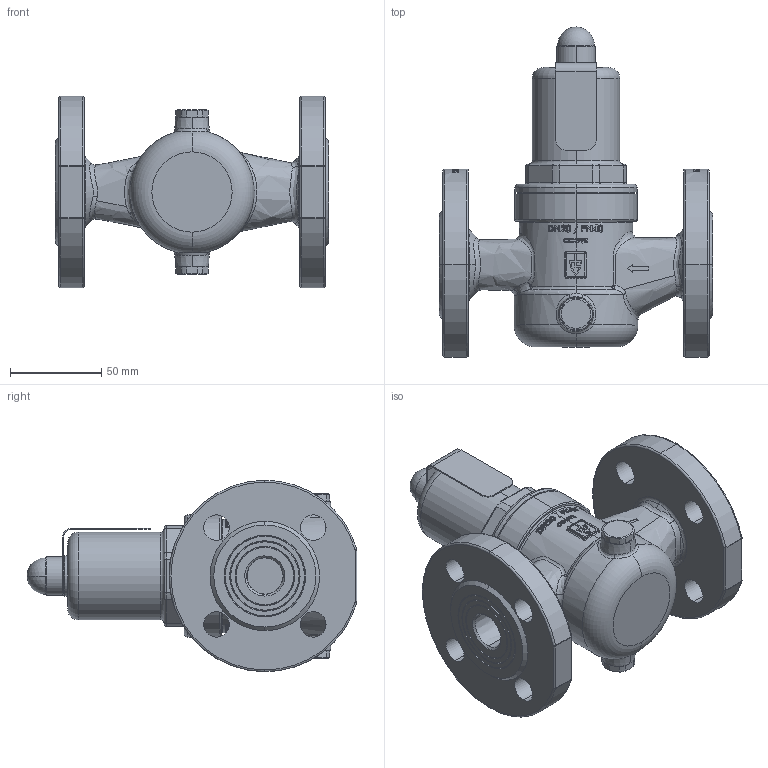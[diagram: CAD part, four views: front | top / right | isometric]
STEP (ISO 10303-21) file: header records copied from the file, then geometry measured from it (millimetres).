
FILE_DESCRIPTION (( 'STEP AP214' ), '1' );
FILE_NAME ('631mGFO-20 Dummy.STEP', '2012-02-24T07:44:43', ( 'Blankenhorn' ), ( '' ), 'SwSTEP 2.0', 'SolidWorks 2011', '' );
FILE_SCHEMA (( 'AUTOMOTIVE_DESIGN' ));
Length unit declared in the file: millimetre
Products named in the file (1): 631mGFO-20 Dummy
Bounding box: 150 x 180.9 x 105 mm (x, y, z)
Volume: 390894 mm3; surface area: 137268.7 mm2
Topology: 8 solids, 8 shells, 1241 faces, 3164 edges, 2018 vertices
Faces by surface type: plane 480, bspline 296, cylinder 270, torus 91, cone 88, sphere 16
Entity records: 71892 total; most frequent: CARTESIAN_POINT 30752, ORIENTED_EDGE 6280, DIRECTION 4852, EDGE_CURVE 3140, VERTEX_POINT 2015, AXIS2_PLACEMENT_3D 1803, EDGE_LOOP 1375, UNCERTAINTY_MEASURE_WITH_UNIT 1251
